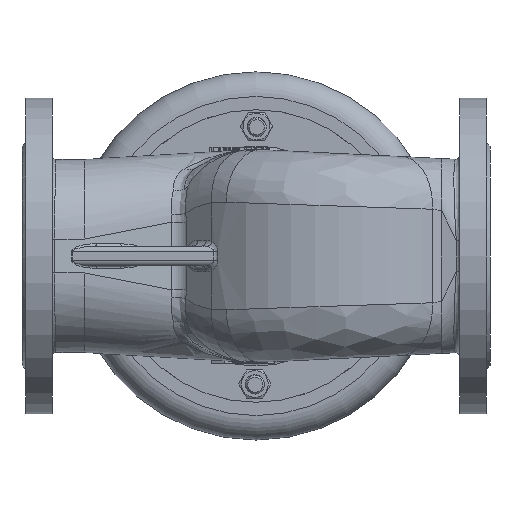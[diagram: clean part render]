
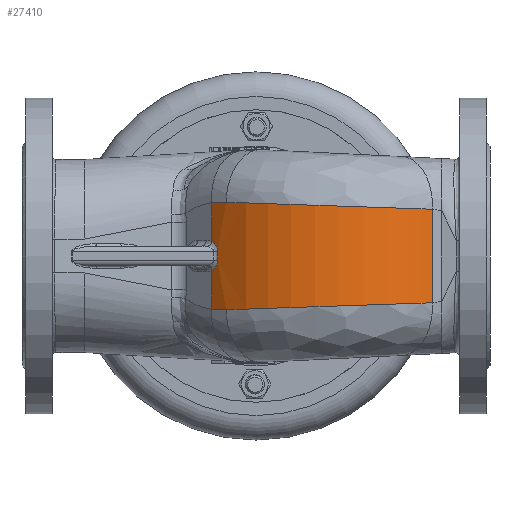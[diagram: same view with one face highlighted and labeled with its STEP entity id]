
A CAD part, front view. The second image highlights one B-rep face of the part: STEP entity #27410.
In plain terms, the highlighted cylindrical face has radius 142 mm (diameter 284 mm), a partial arc.
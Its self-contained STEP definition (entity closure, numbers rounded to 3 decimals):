
#334=ELLIPSE('',#29325,142.081,142.);
#335=ELLIPSE('',#29326,142.081,142.);
#595=B_SPLINE_CURVE_WITH_KNOTS('',3,(#47197,#47198,#47199,#47200,#47201,
#47202,#47203,#47204,#47205,#47206,#47207,#47208,#47209,#47210),
 .UNSPECIFIED.,.F.,.F.,(4,1,1,1,1,1,1,1,1,1,1,4),(-12.3,-10.543,
-8.786,-7.688,-7.029,-6.15,
-5.272,-4.832,-4.393,-3.075,
-1.757,0.),.UNSPECIFIED.);
#596=B_SPLINE_CURVE_WITH_KNOTS('',3,(#47214,#47215,#47216,#47217,#47218,
#47219,#47220,#47221,#47222,#47223,#47224,#47225,#47226,#47227),
 .UNSPECIFIED.,.F.,.F.,(4,1,1,1,1,1,1,1,1,1,1,4),(-12.3,-10.543,
-8.786,-7.688,-7.029,-6.15,
-5.272,-4.832,-4.393,-3.075,
-1.757,0.),.UNSPECIFIED.);
#597=B_SPLINE_CURVE_WITH_KNOTS('',3,(#47231,#47232,#47233,#47234,#47235),
 .UNSPECIFIED.,.F.,.F.,(4,1,4),(-11.205,-4.802,0.),
 .UNSPECIFIED.);
#598=B_SPLINE_CURVE_WITH_KNOTS('',3,(#47243,#47244,#47245,#47246,#47247),
 .UNSPECIFIED.,.F.,.F.,(4,1,4),(-11.205,-4.802,0.),
 .UNSPECIFIED.);
#3114=FACE_OUTER_BOUND('',#4647,.T.);
#4647=EDGE_LOOP('',(#24642,#24643,#24644,#24645,#24646,#24647,#24648,#24649,
#24650,#24651));
#7632=LINE('',#47212,#10535);
#7633=LINE('',#47229,#10536);
#7634=LINE('',#47239,#10537);
#7635=LINE('',#47248,#10538);
#10535=VECTOR('',#35698,1.);
#10536=VECTOR('',#35699,1.);
#10537=VECTOR('',#35702,1.);
#10538=VECTOR('',#35705,1.);
#13616=VERTEX_POINT('',#47195);
#13617=VERTEX_POINT('',#47196);
#13618=VERTEX_POINT('',#47211);
#13619=VERTEX_POINT('',#47213);
#13620=VERTEX_POINT('',#47228);
#13621=VERTEX_POINT('',#47230);
#13622=VERTEX_POINT('',#47236);
#13623=VERTEX_POINT('',#47238);
#13624=VERTEX_POINT('',#47240);
#13625=VERTEX_POINT('',#47242);
#17346=EDGE_CURVE('',#13616,#13617,#595,.T.);
#17347=EDGE_CURVE('',#13617,#13618,#7632,.T.);
#17348=EDGE_CURVE('',#13619,#13618,#596,.T.);
#17349=EDGE_CURVE('',#13620,#13619,#7633,.T.);
#17350=EDGE_CURVE('',#13620,#13621,#597,.T.);
#17351=EDGE_CURVE('',#13621,#13622,#334,.T.);
#17352=EDGE_CURVE('',#13623,#13622,#7634,.T.);
#17353=EDGE_CURVE('',#13624,#13623,#335,.T.);
#17354=EDGE_CURVE('',#13625,#13624,#598,.T.);
#17355=EDGE_CURVE('',#13625,#13616,#7635,.T.);
#24642=ORIENTED_EDGE('',*,*,#17346,.T.);
#24643=ORIENTED_EDGE('',*,*,#17347,.T.);
#24644=ORIENTED_EDGE('',*,*,#17348,.F.);
#24645=ORIENTED_EDGE('',*,*,#17349,.F.);
#24646=ORIENTED_EDGE('',*,*,#17350,.T.);
#24647=ORIENTED_EDGE('',*,*,#17351,.T.);
#24648=ORIENTED_EDGE('',*,*,#17352,.F.);
#24649=ORIENTED_EDGE('',*,*,#17353,.F.);
#24650=ORIENTED_EDGE('',*,*,#17354,.F.);
#24651=ORIENTED_EDGE('',*,*,#17355,.T.);
#26138=CYLINDRICAL_SURFACE('',#29324,142.);
#27410=ADVANCED_FACE('',(#3114),#26138,.T.);
#29324=AXIS2_PLACEMENT_3D('',#47194,#35696,#35697);
#29325=AXIS2_PLACEMENT_3D('',#47237,#35700,#35701);
#29326=AXIS2_PLACEMENT_3D('',#47241,#35703,#35704);
#35696=DIRECTION('center_axis',(0.,0.,
-1.));
#35697=DIRECTION('ref_axis',(-1.,0.,0.));
#35698=DIRECTION('',(0.,0.,-1.));
#35699=DIRECTION('',(0.,0.,1.));
#35700=DIRECTION('center_axis',(-0.034,0.,
0.999));
#35701=DIRECTION('ref_axis',(0.999,0.,0.034));
#35702=DIRECTION('',(0.,0.,-1.));
#35703=DIRECTION('center_axis',(0.034,0.,
0.999));
#35704=DIRECTION('ref_axis',(0.999,0.,-0.034));
#35705=DIRECTION('',(0.,0.,-1.));
#47194=CARTESIAN_POINT('Origin',(4322.701,1007.083,-100.));
#47195=CARTESIAN_POINT('',(4222.291,906.674,12.298));
#47196=CARTESIAN_POINT('',(4227.629,901.605,3.5));
#47197=CARTESIAN_POINT('Ctrl Pts',(4222.291,906.674,12.298));
#47198=CARTESIAN_POINT('Ctrl Pts',(4222.665,906.3,12.089));
#47199=CARTESIAN_POINT('Ctrl Pts',(4223.408,905.566,11.612));
#47200=CARTESIAN_POINT('Ctrl Pts',(4224.34,904.664,10.831));
#47201=CARTESIAN_POINT('Ctrl Pts',(4225.007,904.029,10.138));
#47202=CARTESIAN_POINT('Ctrl Pts',(4225.48,903.583,9.573));
#47203=CARTESIAN_POINT('Ctrl Pts',(4225.894,903.196,9.014));
#47204=CARTESIAN_POINT('Ctrl Pts',(4226.243,902.871,8.461));
#47205=CARTESIAN_POINT('Ctrl Pts',(4226.501,902.633,7.995));
#47206=CARTESIAN_POINT('Ctrl Pts',(4226.804,902.355,7.391));
#47207=CARTESIAN_POINT('Ctrl Pts',(4227.168,902.023,6.497));
#47208=CARTESIAN_POINT('Ctrl Pts',(4227.531,901.694,5.114));
#47209=CARTESIAN_POINT('Ctrl Pts',(4227.629,901.605,4.086));
#47210=CARTESIAN_POINT('Ctrl Pts',(4227.629,901.605,3.5));
#47211=CARTESIAN_POINT('',(4227.629,901.605,-3.5));
#47212=CARTESIAN_POINT('',(4227.629,901.605,-100.));
#47213=CARTESIAN_POINT('',(4222.291,906.674,-12.298));
#47214=CARTESIAN_POINT('Ctrl Pts',(4222.291,906.674,-12.298));
#47215=CARTESIAN_POINT('Ctrl Pts',(4222.665,906.3,-12.089));
#47216=CARTESIAN_POINT('Ctrl Pts',(4223.408,905.566,-11.612));
#47217=CARTESIAN_POINT('Ctrl Pts',(4224.34,904.664,-10.831));
#47218=CARTESIAN_POINT('Ctrl Pts',(4225.007,904.029,-10.138));
#47219=CARTESIAN_POINT('Ctrl Pts',(4225.48,903.583,-9.573));
#47220=CARTESIAN_POINT('Ctrl Pts',(4225.894,903.196,-9.014));
#47221=CARTESIAN_POINT('Ctrl Pts',(4226.243,902.871,-8.461));
#47222=CARTESIAN_POINT('Ctrl Pts',(4226.501,902.633,-7.995));
#47223=CARTESIAN_POINT('Ctrl Pts',(4226.804,902.355,-7.391));
#47224=CARTESIAN_POINT('Ctrl Pts',(4227.168,902.023,-6.497));
#47225=CARTESIAN_POINT('Ctrl Pts',(4227.531,901.694,-5.114));
#47226=CARTESIAN_POINT('Ctrl Pts',(4227.629,901.605,-4.086));
#47227=CARTESIAN_POINT('Ctrl Pts',(4227.629,901.605,-3.5));
#47228=CARTESIAN_POINT('',(4222.291,906.674,-45.595));
#47229=CARTESIAN_POINT('',(4222.291,906.674,-100.));
#47230=CARTESIAN_POINT('',(4234.534,895.769,-45.944));
#47231=CARTESIAN_POINT('Ctrl Pts',(4222.291,906.674,-45.595));
#47232=CARTESIAN_POINT('Ctrl Pts',(4224.491,904.474,-45.796));
#47233=CARTESIAN_POINT('Ctrl Pts',(4228.489,900.73,-46.028));
#47234=CARTESIAN_POINT('Ctrl Pts',(4232.699,897.223,-46.006));
#47235=CARTESIAN_POINT('Ctrl Pts',(4234.534,895.769,-45.944));
#47236=CARTESIAN_POINT('',(4411.113,895.964,-39.974));
#47237=CARTESIAN_POINT('Origin',(4322.701,1007.083,-42.963));
#47238=CARTESIAN_POINT('',(4411.113,895.964,39.974));
#47239=CARTESIAN_POINT('',(4411.113,895.964,100.));
#47240=CARTESIAN_POINT('',(4234.534,895.769,45.944));
#47241=CARTESIAN_POINT('Origin',(4322.701,1007.083,42.963));
#47242=CARTESIAN_POINT('',(4222.291,906.674,45.595));
#47243=CARTESIAN_POINT('Ctrl Pts',(4222.291,906.674,45.595));
#47244=CARTESIAN_POINT('Ctrl Pts',(4224.491,904.474,45.796));
#47245=CARTESIAN_POINT('Ctrl Pts',(4228.489,900.73,46.028));
#47246=CARTESIAN_POINT('Ctrl Pts',(4232.699,897.223,46.006));
#47247=CARTESIAN_POINT('Ctrl Pts',(4234.534,895.769,45.944));
#47248=CARTESIAN_POINT('',(4222.291,906.674,100.));
